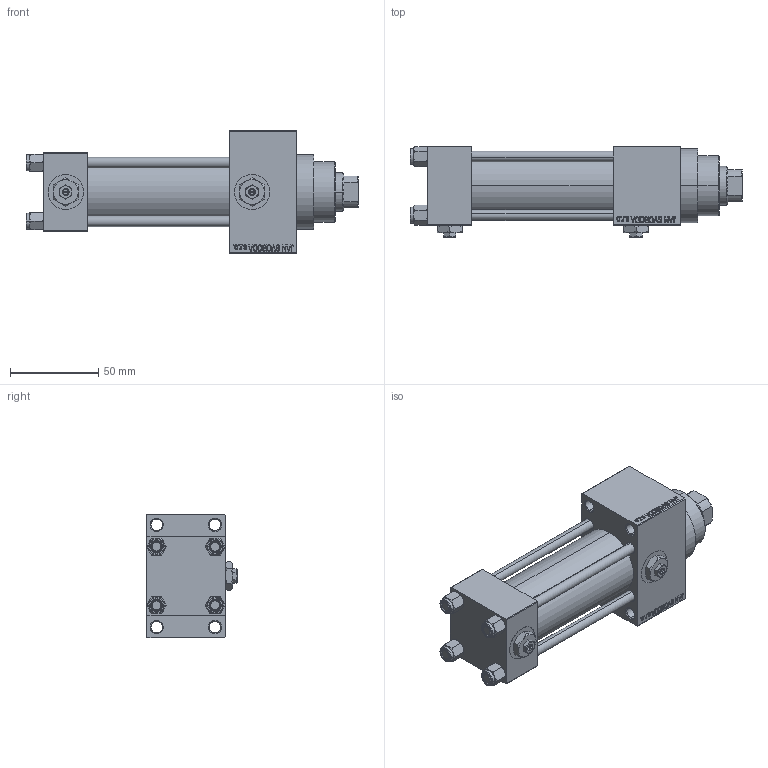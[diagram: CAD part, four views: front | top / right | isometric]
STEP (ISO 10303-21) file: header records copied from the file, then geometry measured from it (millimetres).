
FILE_DESCRIPTION (( 'STEP AP203' ), '1' );
FILE_NAME ('66ad.STEP', '2025-02-18T21:00:11', ( '' ), ( '' ), 'SwSTEP 2.0', 'SolidWorks 2019', '' );
FILE_SCHEMA (( 'CONFIG_CONTROL_DESIGN' ));
Length unit declared in the file: millimetre
Products named in the file (7): V215_VC_A cc03a529832679f856000b49e7d52f49; NUT_M5_D cc03a529832679f856000b49e7d52f49; V215CR_D_TYCINKA cc03a529832679f856000b49e7d52f49; Zatka_pro_OIL_PORT cc03a529832679f856000b49e7d52f49; V215CR_VCP_D cc03a529832679f856000b49e7d52f49; V215CR_D_Body cc03a529832679f856000b49e7d52f49; 66ad
Assembly tree (13 placements, depth 2):
  66ad
    V215CR_D_Body cc03a529832679f856000b49e7d52f49
    V215CR_VCP_D cc03a529832679f856000b49e7d52f49
    NUT_M5_D cc03a529832679f856000b49e7d52f49  x4
    V215CR_D_TYCINKA cc03a529832679f856000b49e7d52f49  x4
    V215_VC_A cc03a529832679f856000b49e7d52f49
    Zatka_pro_OIL_PORT cc03a529832679f856000b49e7d52f49  x2
Bounding box: 188 x 52 x 70 mm (x, y, z)
Volume: 268060.4 mm3; surface area: 92132.9 mm2
Topology: 13 solids, 13 shells, 1202 faces, 2968 edges, 1909 vertices
Faces by surface type: plane 542, bspline 368, cone 184, cylinder 100, torus 8
Entity records: 49091 total; most frequent: CARTESIAN_POINT 25642, ORIENTED_EDGE 5236, DIRECTION 3426, EDGE_CURVE 2618, VERTEX_POINT 1707, LINE 1548, VECTOR 1548, EDGE_LOOP 1179
